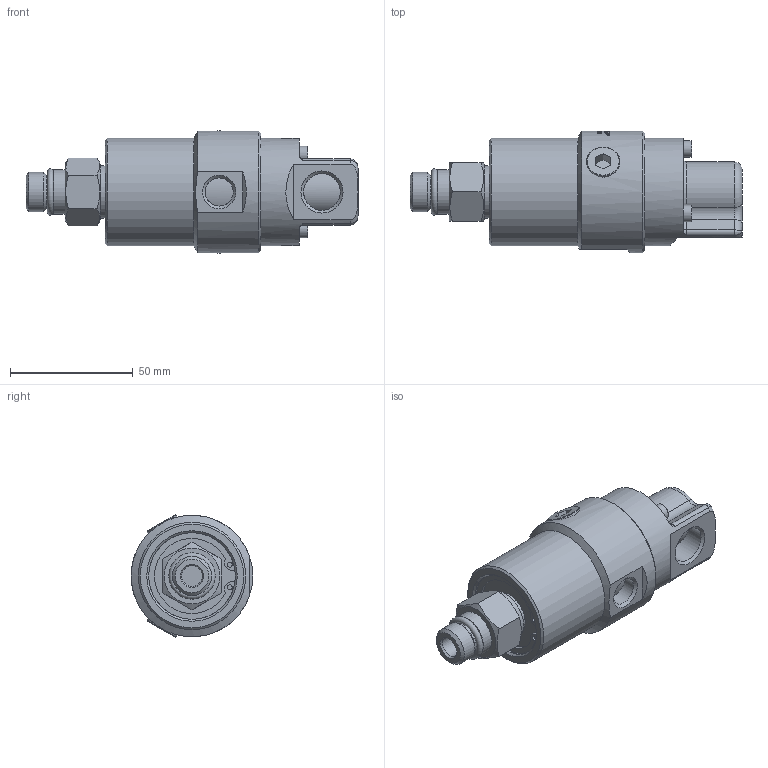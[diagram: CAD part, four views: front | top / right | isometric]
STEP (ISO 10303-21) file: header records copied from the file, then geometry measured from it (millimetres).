
FILE_DESCRIPTION(/* description */ (''),/* implementation_level */ '2;1');
FILE_NAME(/* name */ '902-137-188-IC.stp',/* time_stamp */ '2020-05-20T10:03:05-05:00',/* author */ ('dyurkovich'),/* organization */ (''),/* preprocessor_version */ 'ST-DEVELOPER v18',/* originating_system */ 'Autodesk Inventor 2020',/* authorisation */ '');
FILE_SCHEMA (('AUTOMOTIVE_DESIGN { 1 0 10303 214 3 1 1 }'));
Length unit declared in the file: millimetre
Products named in the file (1): 902-137-188-IC
Bounding box: 135.18 x 49.5 x 49.77 mm (x, y, z)
Volume: 150961.1 mm3; surface area: 22722.4 mm2
Topology: 2 solids, 2 shells, 440 faces, 1163 edges, 779 vertices
Faces by surface type: bspline 184, plane 144, cylinder 73, cone 24, torus 15
Full cylindrical faces by diameter (mm): 1.981 x2, 6.858 x3, 7.2 x3, 8.5 x1, 11.445 x1, 13.5 x1, 14.95 x1, 15.968 x1, 17.993 x1, 18.16 x1, 21.4 x1, 35.27 x1, 37.25 x1, 43.6 x1, 43.748 x1, 49.5 x1
Entity records: 56513 total; most frequent: CARTESIAN_POINT 46266, ORIENTED_EDGE 2316, DIRECTION 1664, EDGE_CURVE 1158, VERTEX_POINT 779, AXIS2_PLACEMENT_3D 610, EDGE_LOOP 501, LINE 444
